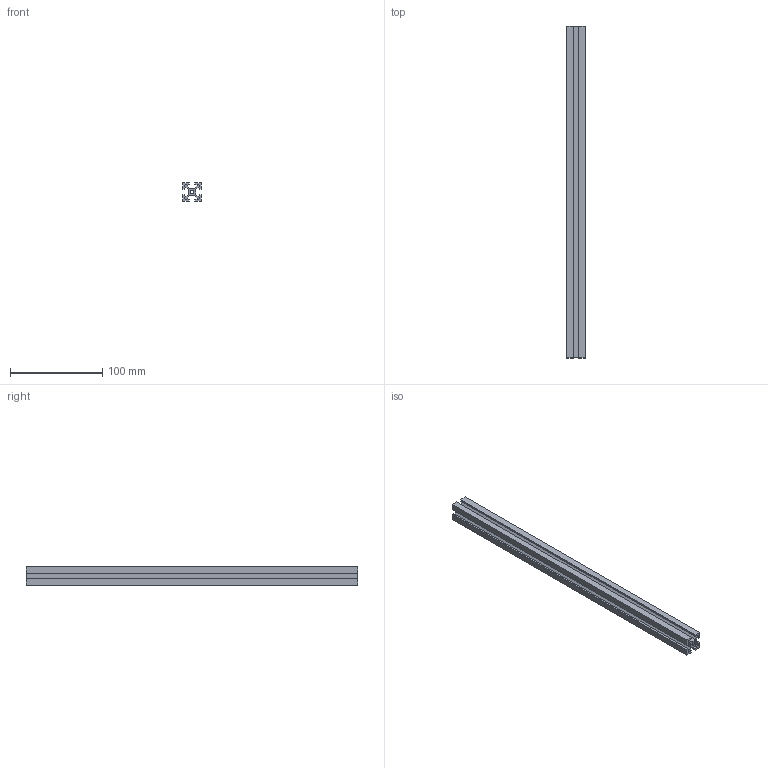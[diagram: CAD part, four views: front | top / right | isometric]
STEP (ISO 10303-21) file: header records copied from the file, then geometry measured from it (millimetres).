
FILE_DESCRIPTION( ( '' ), ' ' );
FILE_NAME( '564ad749e4b08f57ee9058a2.step', '2015-11-17T07:29:13', ( '' ), ( '' ), ' ', ' ', ' ' );
FILE_SCHEMA( ( 'AUTOMOTIVE_DESIGN { 1 0 10303 214 1 1 1 1 }' ) );
Length unit declared in the file: metre
Products named in the file (1): 2020x400mm
Bounding box: 20 x 360 x 20 mm (x, y, z)
Volume: 66802.3 mm3; surface area: 66159.3 mm2
Topology: 1 solids, 1 shells, 39 faces, 111 edges, 74 vertices
Faces by surface type: plane 38, cylinder 1
Full cylindrical faces by diameter (mm): 4.2 x1
Entity records: 1261 total; most frequent: CARTESIAN_POINT 224, ORIENTED_EDGE 220, DIRECTION 192, EDGE_CURVE 110, LINE 108, VECTOR 108, VERTEX_POINT 74, AXIS2_PLACEMENT_3D 42
